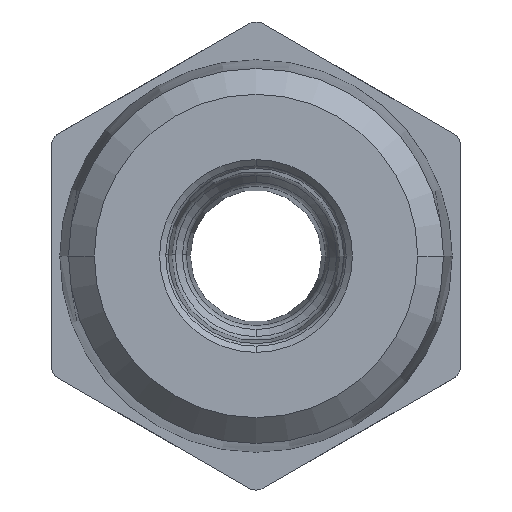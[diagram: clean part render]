
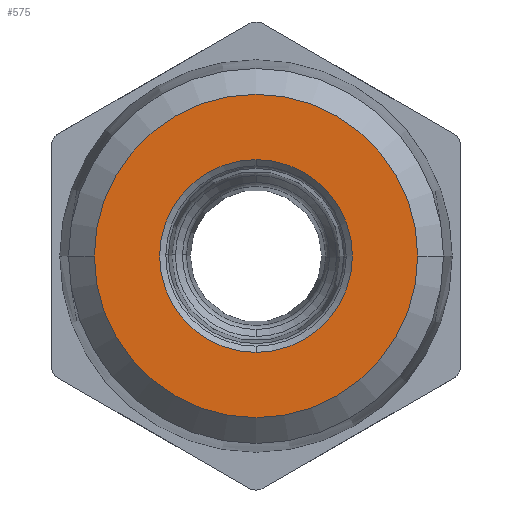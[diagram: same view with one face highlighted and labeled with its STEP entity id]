
A CAD part, front view. The second image highlights one B-rep face of the part: STEP entity #575.
In plain terms, the highlighted planar face has unit normal (0, -1, 0).
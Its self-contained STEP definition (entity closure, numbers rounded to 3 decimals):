
#575=ADVANCED_FACE('',(#1163,#1164),#1165,.T.);
#1163=FACE_OUTER_BOUND('',#2723,.T.);
#1164=FACE_BOUND('',#2724,.T.);
#1165=PLANE('',#2725);
#2723=EDGE_LOOP('',(#4270,#4271));
#2724=EDGE_LOOP('',(#4272,#4273));
#2725=AXIS2_PLACEMENT_3D('',#4274,#4275,#4276);
#4270=ORIENTED_EDGE('',*,*,#4758,.T.);
#4271=ORIENTED_EDGE('',*,*,#4756,.T.);
#4272=ORIENTED_EDGE('',*,*,#4828,.F.);
#4273=ORIENTED_EDGE('',*,*,#4723,.F.);
#4274=CARTESIAN_POINT('',(0.0,-10.4,0.0));
#4275=DIRECTION('',(0.0,-1.0,0.0));
#4276=DIRECTION('',(0.0,0.0,-1.0));
#4723=EDGE_CURVE('',#5676,#5670,#5678,.T.);
#4756=EDGE_CURVE('',#5718,#5723,#5725,.T.);
#4758=EDGE_CURVE('',#5723,#5718,#5727,.T.);
#4828=EDGE_CURVE('',#5670,#5676,#5822,.T.);
#5670=VERTEX_POINT('',#7406);
#5676=VERTEX_POINT('',#7413);
#5678=CIRCLE('',#7416,3.297);
#5718=VERTEX_POINT('',#7492);
#5723=VERTEX_POINT('',#7498);
#5725=CIRCLE('',#7501,5.532);
#5727=CIRCLE('',#7503,5.532);
#5822=CIRCLE('',#7648,3.297);
#7406=CARTESIAN_POINT('',(0.0,-10.4,3.297));
#7413=CARTESIAN_POINT('',(0.,-10.4,-3.297));
#7416=AXIS2_PLACEMENT_3D('',#8664,#8665,#8666);
#7492=CARTESIAN_POINT('',(5.532,-10.4,0.));
#7498=CARTESIAN_POINT('',(-5.532,-10.4,0.0));
#7501=AXIS2_PLACEMENT_3D('',#8711,#8712,#8713);
#7503=AXIS2_PLACEMENT_3D('',#8714,#8715,#8716);
#7648=AXIS2_PLACEMENT_3D('',#8788,#8789,#8790);
#8664=CARTESIAN_POINT('',(0.0,-10.4,0.0));
#8665=DIRECTION('',(0.0,-1.0,0.0));
#8666=DIRECTION('',(0.0,0.0,-1.0));
#8711=CARTESIAN_POINT('',(0.0,-10.4,0.0));
#8712=DIRECTION('',(0.0,-1.0,0.0));
#8713=DIRECTION('',(1.0,0.0,0.0));
#8714=CARTESIAN_POINT('',(0.0,-10.4,0.0));
#8715=DIRECTION('',(0.0,-1.0,0.0));
#8716=DIRECTION('',(1.0,0.0,0.0));
#8788=CARTESIAN_POINT('',(0.0,-10.4,0.0));
#8789=DIRECTION('',(0.0,-1.0,0.0));
#8790=DIRECTION('',(0.0,0.0,-1.0));
